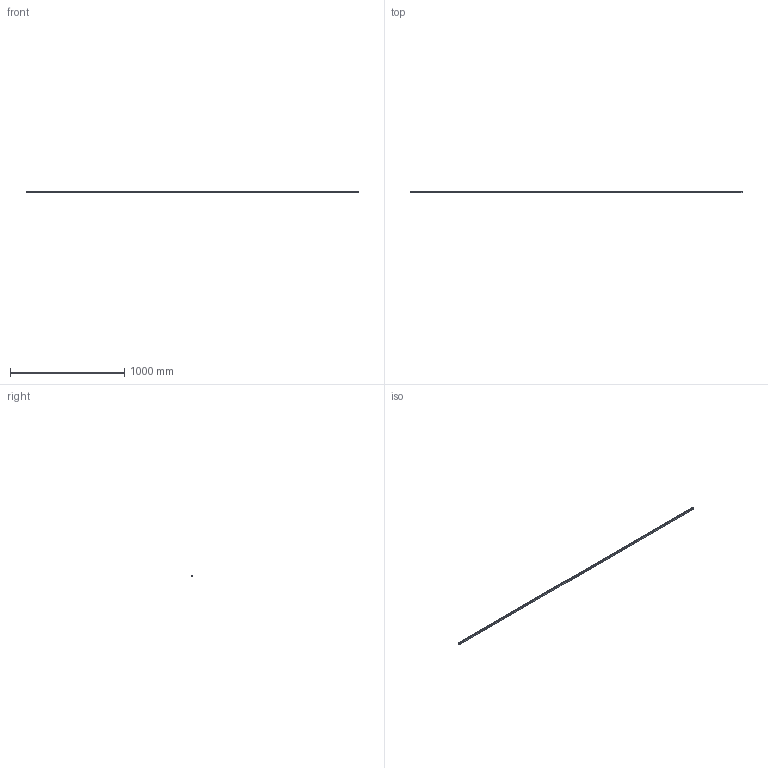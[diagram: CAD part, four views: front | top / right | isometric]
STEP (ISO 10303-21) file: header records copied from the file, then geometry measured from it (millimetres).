
FILE_DESCRIPTION (( 'STEP AP214' ), '1' );
FILE_NAME ('SSR15XTB1SS-2900LYT_G10_0_PB1021B_1421-55_0_0_0.STEP', '2021-06-25T06:18:29', ( '' ), ( '' ), 'SwSTEP 2.0', 'SolidWorks 2021', '' );
FILE_SCHEMA (( 'AUTOMOTIVE_DESIGN' ));
Length unit declared in the file: millimetre
Products named in the file (2): _SSR15XTBY290010Y Track; SSR15XTB1SS-2900LYT_G10_0_PB1021B_1421-55_0_0_0
Assembly tree (1 placements, depth 2):
  SSR15XTB1SS-2900LYT_G10_0_PB1021B_1421-55_0_0_0
    _SSR15XTBY290010Y Track
Bounding box: 2900 x 12.5 x 15 mm (x, y, z)
Volume: 470520.2 mm3; surface area: 176742.9 mm2
Topology: 1 solids, 1 shells, 299 faces, 744 edges, 496 vertices
Faces by surface type: cylinder 204, plane 95
Entity records: 9368 total; most frequent: DIRECTION 1746, CARTESIAN_POINT 1579, ORIENTED_EDGE 1488, EDGE_CURVE 744, AXIS2_PLACEMENT_3D 711, VERTEX_POINT 496, EDGE_LOOP 446, CIRCLE 408
